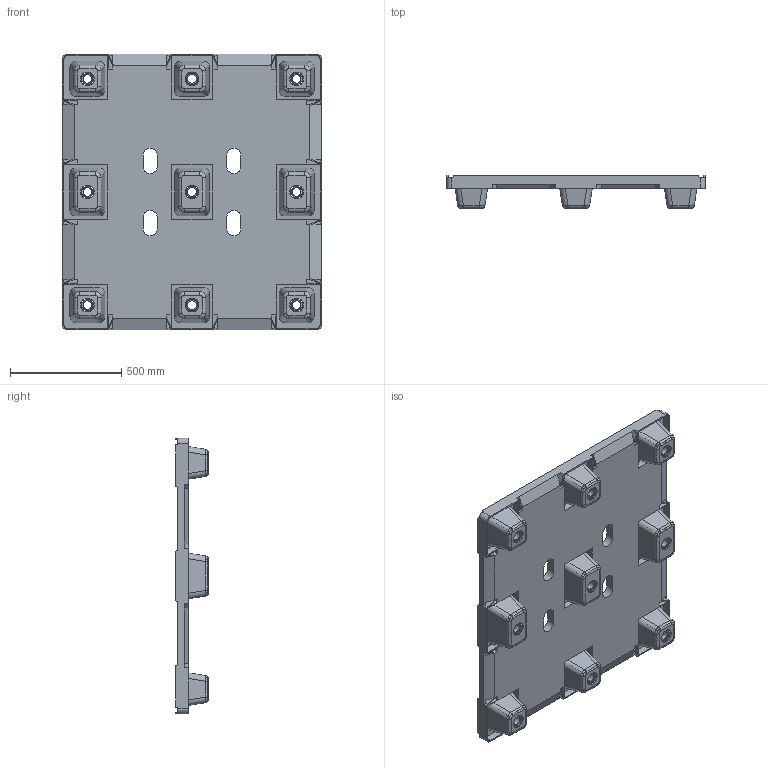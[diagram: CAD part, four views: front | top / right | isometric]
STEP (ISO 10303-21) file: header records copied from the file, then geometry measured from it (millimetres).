
FILE_DESCRIPTION((''),'2;1');
FILE_NAME('108250WSM','2025-06-20T12:02:41',('SYSTEM'),(''),'CREO PARAMETRIC BY PTC INC, 2023294','CREO PARAMETRIC BY PTC INC, 2023294','');
FILE_SCHEMA(('CONFIG_CONTROL_DESIGN'));
Length unit declared in the file: inch
Products named in the file (1): 108250WSM
Bounding box: 1162.05 x 147.65 x 1238.25 mm (x, y, z)
Volume: 44998430.5 mm3; surface area: 5120001.9 mm2
Topology: 1 solids, 1 shells, 850 faces, 2785 edges, 1846 vertices
Faces by surface type: plane 578, cylinder 146, cone 90, bspline 36
Entity records: 35609 total; most frequent: CARTESIAN_POINT 11371, ORIENTED_EDGE 5568, DIRECTION 4503, EDGE_CURVE 2784, VECTOR 1857, LINE 1857, VERTEX_POINT 1844, AXIS2_PLACEMENT_3D 1323
